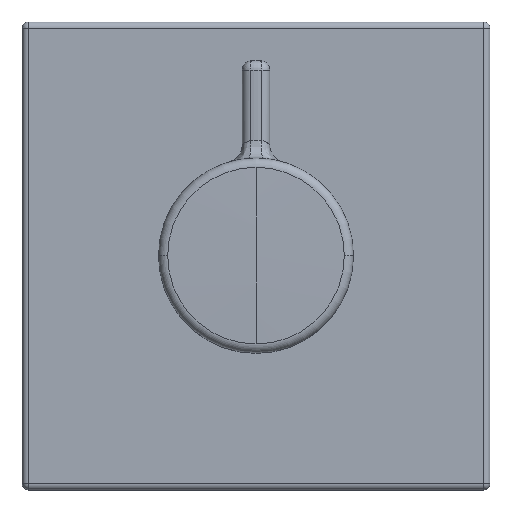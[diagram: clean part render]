
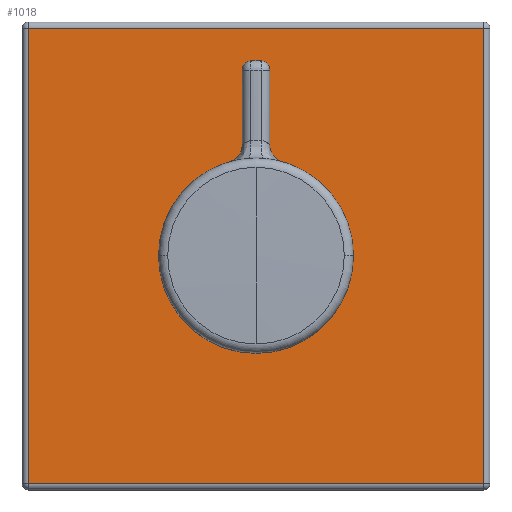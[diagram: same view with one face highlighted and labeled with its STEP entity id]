
A CAD part, top view. The second image highlights one B-rep face of the part: STEP entity #1018.
In plain terms, the highlighted face is planar.
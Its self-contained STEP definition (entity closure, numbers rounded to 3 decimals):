
#23 = CARTESIAN_POINT ( 'NONE',  ( 30., 9., -29.2 ) ) ;
#113 = CARTESIAN_POINT ( 'NONE',  ( -29.2, 9., 29.2 ) ) ;
#215 = CARTESIAN_POINT ( 'NONE',  ( 29.2, 9., -29.2 ) ) ;
#241 = EDGE_LOOP ( 'NONE', ( #534, #1482, #868, #350 ) ) ;
#244 = LINE ( 'NONE', #23, #1424 ) ;
#262 = VERTEX_POINT ( 'NONE', #113 ) ;
#269 = CARTESIAN_POINT ( 'NONE',  ( -29.2, 9., -29.2 ) ) ;
#277 = DIRECTION ( 'NONE',  ( -1., 0., 0. ) ) ;
#320 = VECTOR ( 'NONE', #1152, 1000. ) ;
#350 = ORIENTED_EDGE ( 'NONE', *, *, #1031, .T. ) ;
#406 = CARTESIAN_POINT ( 'NONE',  ( 29.2, 9., -30. ) ) ;
#463 = CARTESIAN_POINT ( 'NONE',  ( 29.2, 9., 29.2 ) ) ;
#490 = VECTOR ( 'NONE', #532, 1000. ) ;
#510 = EDGE_CURVE ( 'NONE', #1139, #262, #1438, .T. ) ;
#524 = DIRECTION ( 'NONE',  ( 0., 0., -1. ) ) ;
#532 = DIRECTION ( 'NONE',  ( 0., 0., -1. ) ) ;
#534 = ORIENTED_EDGE ( 'NONE', *, *, #510, .T. ) ;
#717 = VERTEX_POINT ( 'NONE', #215 ) ;
#738 = EDGE_CURVE ( 'NONE', #262, #769, #927, .T. ) ;
#769 = VERTEX_POINT ( 'NONE', #463 ) ;
#800 = LINE ( 'NONE', #406, #490 ) ;
#857 = CARTESIAN_POINT ( 'NONE',  ( 30., 9., -30. ) ) ;
#868 = ORIENTED_EDGE ( 'NONE', *, *, #1050, .T. ) ;
#913 = CARTESIAN_POINT ( 'NONE',  ( 30., 9., 29.2 ) ) ;
#927 = LINE ( 'NONE', #913, #320 ) ;
#1018 = ADVANCED_FACE ( 'NONE', ( #1467 ), #1101, .F. ) ;
#1031 = EDGE_CURVE ( 'NONE', #717, #1139, #244, .T. ) ;
#1050 = EDGE_CURVE ( 'NONE', #769, #717, #800, .T. ) ;
#1066 = CARTESIAN_POINT ( 'NONE',  ( -29.2, 9., -30. ) ) ;
#1101 = PLANE ( 'NONE',  #1527 ) ;
#1121 = VECTOR ( 'NONE', #1179, 1000. ) ;
#1139 = VERTEX_POINT ( 'NONE', #269 ) ;
#1152 = DIRECTION ( 'NONE',  ( 1., 0., 0. ) ) ;
#1179 = DIRECTION ( 'NONE',  ( 0., 0., 1. ) ) ;
#1217 = DIRECTION ( 'NONE',  ( 0., -1., 0. ) ) ;
#1424 = VECTOR ( 'NONE', #277, 1000. ) ;
#1438 = LINE ( 'NONE', #1066, #1121 ) ;
#1467 = FACE_OUTER_BOUND ( 'NONE', #241, .T. ) ;
#1482 = ORIENTED_EDGE ( 'NONE', *, *, #738, .T. ) ;
#1527 = AXIS2_PLACEMENT_3D ( 'NONE', #857, #1217, #524 ) ;
